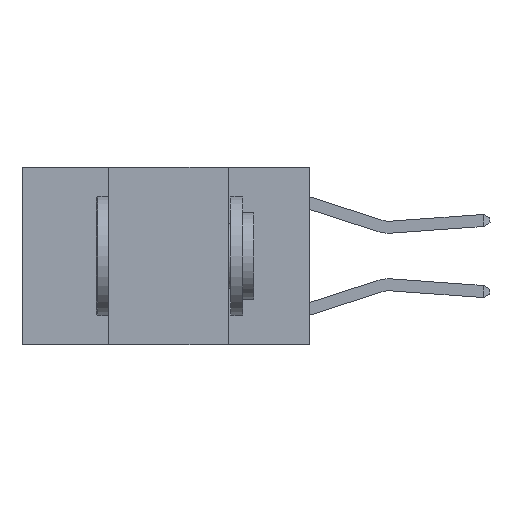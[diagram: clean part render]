
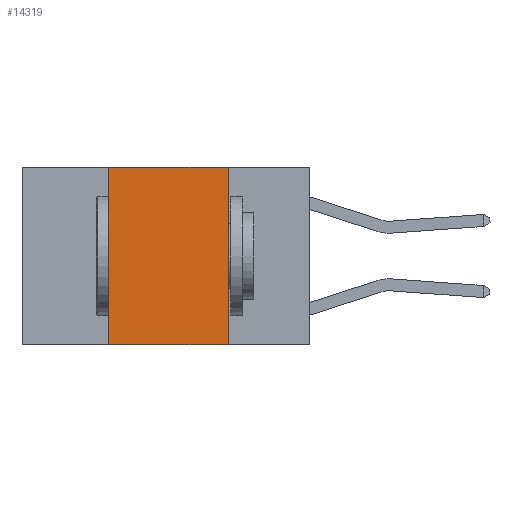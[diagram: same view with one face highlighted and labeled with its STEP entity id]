
A CAD part, left-side view. The second image highlights one B-rep face of the part: STEP entity #14319.
In plain terms, the highlighted planar face has unit normal (-1, 0, 0).
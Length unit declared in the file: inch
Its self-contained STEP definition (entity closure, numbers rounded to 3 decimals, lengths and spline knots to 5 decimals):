
#421 = CARTESIAN_POINT ( 'NONE',  ( 0., 0.42, 0. ) ) ;
#886 = CARTESIAN_POINT ( 'NONE',  ( 0., 0.17, -0.37 ) ) ;
#1146 = LINE ( 'NONE', #5311, #20427 ) ;
#2183 = DIRECTION ( 'NONE',  ( 1., 0., 0. ) ) ;
#2304 = DIRECTION ( 'NONE',  ( 0., 0., 1. ) ) ;
#4511 = EDGE_LOOP ( 'NONE', ( #22057, #7746, #12733, #18297 ) ) ;
#5311 = CARTESIAN_POINT ( 'NONE',  ( 0., 0.6, 0. ) ) ;
#6520 = CARTESIAN_POINT ( 'NONE',  ( 0., 0.17, 0. ) ) ;
#7746 = ORIENTED_EDGE ( 'NONE', *, *, #11846, .F. ) ;
#7868 = VECTOR ( 'NONE', #2304, 39.37008 ) ;
#8404 = DIRECTION ( 'NONE',  ( 0., 0., -1. ) ) ;
#8796 = CARTESIAN_POINT ( 'NONE',  ( 0., 0.6, -0.37 ) ) ;
#9993 = AXIS2_PLACEMENT_3D ( 'NONE', #13369, #2183, #15249 ) ;
#10397 = EDGE_CURVE ( 'NONE', #17685, #16383, #21977, .T. ) ;
#11620 = EDGE_CURVE ( 'NONE', #16165, #16383, #21307, .T. ) ;
#11797 = CARTESIAN_POINT ( 'NONE',  ( 0., 0.42, -0.37 ) ) ;
#11846 = EDGE_CURVE ( 'NONE', #21445, #16165, #1146, .T. ) ;
#12733 = ORIENTED_EDGE ( 'NONE', *, *, #17606, .F. ) ;
#13369 = CARTESIAN_POINT ( 'NONE',  ( 0., 0.6, 0. ) ) ;
#14319 = ADVANCED_FACE ( 'NONE', ( #18831 ), #18949, .F. ) ;
#15249 = DIRECTION ( 'NONE',  ( 0., 0., -1. ) ) ;
#16165 = VERTEX_POINT ( 'NONE', #20804 ) ;
#16370 = VECTOR ( 'NONE', #8404, 39.37008 ) ;
#16383 = VERTEX_POINT ( 'NONE', #886 ) ;
#17020 = VECTOR ( 'NONE', #23703, 39.37008 ) ;
#17606 = EDGE_CURVE ( 'NONE', #17685, #21445, #22749, .T. ) ;
#17685 = VERTEX_POINT ( 'NONE', #11797 ) ;
#18297 = ORIENTED_EDGE ( 'NONE', *, *, #10397, .T. ) ;
#18831 = FACE_OUTER_BOUND ( 'NONE', #4511, .T. ) ;
#18949 = PLANE ( 'NONE',  #9993 ) ;
#20427 = VECTOR ( 'NONE', #23970, 39.37008 ) ;
#20804 = CARTESIAN_POINT ( 'NONE',  ( 0., 0.17, 0. ) ) ;
#21307 = LINE ( 'NONE', #6520, #16370 ) ;
#21445 = VERTEX_POINT ( 'NONE', #22239 ) ;
#21977 = LINE ( 'NONE', #8796, #17020 ) ;
#22057 = ORIENTED_EDGE ( 'NONE', *, *, #11620, .F. ) ;
#22239 = CARTESIAN_POINT ( 'NONE',  ( 0., 0.42, 0. ) ) ;
#22749 = LINE ( 'NONE', #421, #7868 ) ;
#23703 = DIRECTION ( 'NONE',  ( 0., -1., 0. ) ) ;
#23970 = DIRECTION ( 'NONE',  ( 0., -1., 0. ) ) ;
